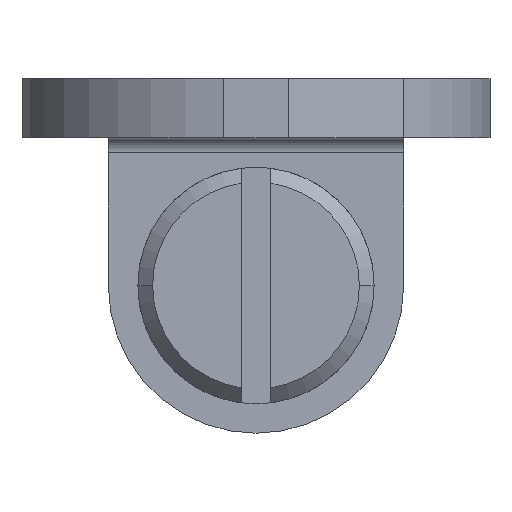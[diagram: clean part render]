
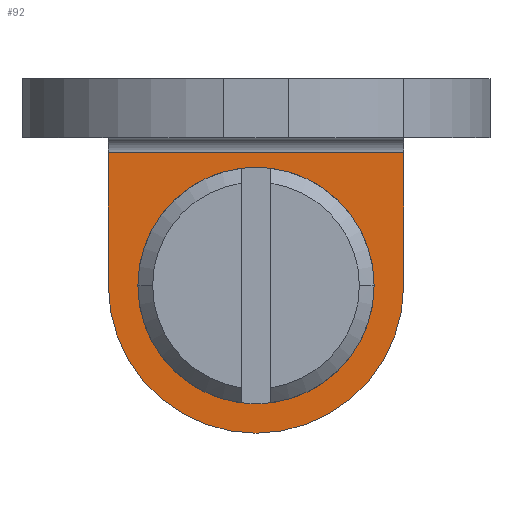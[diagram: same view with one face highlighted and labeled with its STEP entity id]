
A CAD part, front view. The second image highlights one B-rep face of the part: STEP entity #92.
In plain terms, the highlighted planar face has unit normal (0, -1, 0).
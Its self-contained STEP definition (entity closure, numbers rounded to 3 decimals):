
#92=ADVANCED_FACE('',(#371,#372),#373,.F.);
#371=FACE_OUTER_BOUND('',#931,.T.);
#372=FACE_BOUND('',#932,.T.);
#373=PLANE('',#933);
#931=EDGE_LOOP('',(#1629,#1630,#1631,#1632));
#932=EDGE_LOOP('',(#1633,#1634));
#933=AXIS2_PLACEMENT_3D('',#1635,#1636,#1637);
#1629=ORIENTED_EDGE('',*,*,#3469,.T.);
#1630=ORIENTED_EDGE('',*,*,#3473,.F.);
#1631=ORIENTED_EDGE('',*,*,#3474,.F.);
#1632=ORIENTED_EDGE('',*,*,#3465,.F.);
#1633=ORIENTED_EDGE('',*,*,#3402,.F.);
#1634=ORIENTED_EDGE('',*,*,#3475,.F.);
#1635=CARTESIAN_POINT('',(2.624,9.5,-2.0));
#1636=DIRECTION('',(0.0,1.0,0.0));
#1637=DIRECTION('',(1.0,0.0,-0.0));
#3402=EDGE_CURVE('',#4002,#3998,#4004,.T.);
#3465=EDGE_CURVE('',#4110,#4112,#4113,.T.);
#3469=EDGE_CURVE('',#4110,#4118,#4119,.T.);
#3473=EDGE_CURVE('',#4123,#4118,#4125,.T.);
#3474=EDGE_CURVE('',#4112,#4123,#4126,.T.);
#3475=EDGE_CURVE('',#3998,#4002,#4127,.T.);
#3998=VERTEX_POINT('',#4988);
#4002=VERTEX_POINT('',#4993);
#4004=CIRCLE('',#4996,3.05);
#4110=VERTEX_POINT('',#5155);
#4112=VERTEX_POINT('',#5157);
#4113=LINE('',#5158,#5159);
#4118=VERTEX_POINT('',#5167);
#4119=LINE('',#5168,#5169);
#4123=VERTEX_POINT('',#5174);
#4125=LINE('',#5177,#5178);
#4126=CIRCLE('',#5179,5.0);
#4127=CIRCLE('',#5180,3.05);
#4988=CARTESIAN_POINT('',(-3.05,9.5,-7.0));
#4993=CARTESIAN_POINT('',(3.05,9.5,-7.0));
#4996=AXIS2_PLACEMENT_3D('',#6647,#6648,#6649);
#5155=CARTESIAN_POINT('',(5.0,9.5,-2.5));
#5157=CARTESIAN_POINT('',(5.0,9.5,-7.0));
#5158=CARTESIAN_POINT('',(5.0,9.5,-2.5));
#5159=VECTOR('',#6744,4.5);
#5167=CARTESIAN_POINT('',(-5.0,9.5,-2.5));
#5168=CARTESIAN_POINT('',(5.0,9.5,-2.5));
#5169=VECTOR('',#6748,10.0);
#5174=CARTESIAN_POINT('',(-5.0,9.5,-7.0));
#5177=CARTESIAN_POINT('',(-5.0,9.5,-7.0));
#5178=VECTOR('',#6754,4.5);
#5179=AXIS2_PLACEMENT_3D('',#6755,#6756,#6757);
#5180=AXIS2_PLACEMENT_3D('',#6758,#6759,#6760);
#6647=CARTESIAN_POINT('',(0.0,9.5,-7.0));
#6648=DIRECTION('',(0.0,-1.0,0.0));
#6649=DIRECTION('',(1.0,0.0,0.0));
#6744=DIRECTION('',(0.0,0.0,-1.0));
#6748=DIRECTION('',(-1.0,0.0,0.0));
#6754=DIRECTION('',(0.0,0.0,1.0));
#6755=CARTESIAN_POINT('',(0.0,9.5,-7.0));
#6756=DIRECTION('',(-0.0,1.0,0.0));
#6757=DIRECTION('',(1.0,0.0,0.0));
#6758=CARTESIAN_POINT('',(0.0,9.5,-7.0));
#6759=DIRECTION('',(0.0,-1.0,0.0));
#6760=DIRECTION('',(1.0,0.0,0.0));
